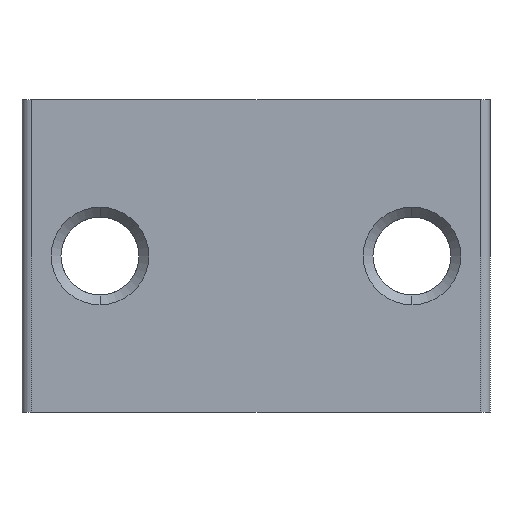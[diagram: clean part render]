
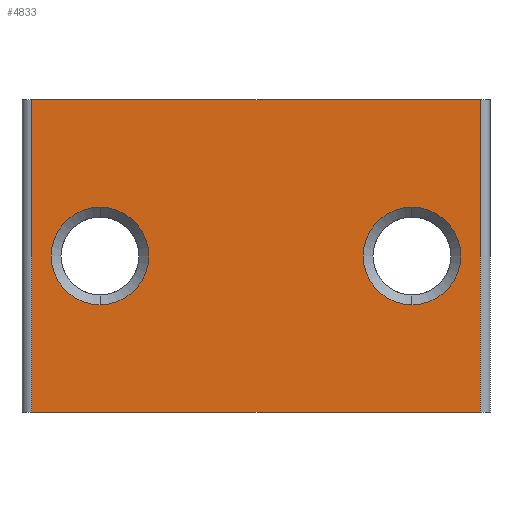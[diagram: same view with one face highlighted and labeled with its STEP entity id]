
A CAD part, front view. The second image highlights one B-rep face of the part: STEP entity #4833.
In plain terms, the highlighted planar face has unit normal (0, -1, 0).
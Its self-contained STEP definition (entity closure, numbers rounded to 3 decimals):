
#48 = FACE_BOUND ( 'NONE', #4177, .T. ) ;
#88 = VECTOR ( 'NONE', #3262, 1000. ) ;
#162 = ORIENTED_EDGE ( 'NONE', *, *, #2866, .T. ) ;
#197 = CARTESIAN_POINT ( 'NONE',  ( -11.5, 0., 0. ) ) ;
#293 = CARTESIAN_POINT ( 'NONE',  ( 8., 0., 8. ) ) ;
#577 = ORIENTED_EDGE ( 'NONE', *, *, #5418, .T. ) ;
#700 = DIRECTION ( 'NONE',  ( 0., 0., -1. ) ) ;
#706 = VERTEX_POINT ( 'NONE', #1211 ) ;
#744 = DIRECTION ( 'NONE',  ( 0., 0., 1. ) ) ;
#745 = EDGE_CURVE ( 'NONE', #1053, #2773, #3885, .T. ) ;
#938 = FACE_OUTER_BOUND ( 'NONE', #1897, .T. ) ;
#998 = VERTEX_POINT ( 'NONE', #1037 ) ;
#1037 = CARTESIAN_POINT ( 'NONE',  ( -8., 0., 10.5 ) ) ;
#1044 = AXIS2_PLACEMENT_3D ( 'NONE', #293, #3356, #744 ) ;
#1053 = VERTEX_POINT ( 'NONE', #1451 ) ;
#1163 = CARTESIAN_POINT ( 'NONE',  ( -12., 0., 16. ) ) ;
#1164 = CIRCLE ( 'NONE', #4866, 2.5 ) ;
#1211 = CARTESIAN_POINT ( 'NONE',  ( 8., 0., 10.5 ) ) ;
#1219 = CARTESIAN_POINT ( 'NONE',  ( -11.5, 0., 16. ) ) ;
#1291 = CARTESIAN_POINT ( 'NONE',  ( -12., 0., 16. ) ) ;
#1392 = EDGE_CURVE ( 'NONE', #998, #3115, #1164, .T. ) ;
#1451 = CARTESIAN_POINT ( 'NONE',  ( 11.5, 0., 0. ) ) ;
#1489 = VECTOR ( 'NONE', #1772, 1000. ) ;
#1595 = DIRECTION ( 'NONE',  ( 0., 0., 1. ) ) ;
#1608 = CARTESIAN_POINT ( 'NONE',  ( 8., 0., 8. ) ) ;
#1649 = CARTESIAN_POINT ( 'NONE',  ( 11.5, 0., 16. ) ) ;
#1676 = LINE ( 'NONE', #2821, #88 ) ;
#1724 = DIRECTION ( 'NONE',  ( 0., 1., 0. ) ) ;
#1772 = DIRECTION ( 'NONE',  ( 1., 0., 0. ) ) ;
#1897 = EDGE_LOOP ( 'NONE', ( #4698, #3075, #3788, #4203 ) ) ;
#1943 = EDGE_CURVE ( 'NONE', #3801, #2773, #2532, .T. ) ;
#2031 = CARTESIAN_POINT ( 'NONE',  ( -11.5, 0., 16. ) ) ;
#2069 = DIRECTION ( 'NONE',  ( 0., 0., 1. ) ) ;
#2480 = CIRCLE ( 'NONE', #1044, 2.5 ) ;
#2532 = LINE ( 'NONE', #1291, #1489 ) ;
#2620 = EDGE_CURVE ( 'NONE', #5537, #1053, #1676, .T. ) ;
#2734 = VECTOR ( 'NONE', #4312, 1000. ) ;
#2773 = VERTEX_POINT ( 'NONE', #1649 ) ;
#2821 = CARTESIAN_POINT ( 'NONE',  ( -12., 0., 0. ) ) ;
#2866 = EDGE_CURVE ( 'NONE', #3115, #998, #3365, .T. ) ;
#3049 = CARTESIAN_POINT ( 'NONE',  ( 8., 0., 5.5 ) ) ;
#3075 = ORIENTED_EDGE ( 'NONE', *, *, #745, .T. ) ;
#3115 = VERTEX_POINT ( 'NONE', #4775 ) ;
#3121 = VERTEX_POINT ( 'NONE', #3049 ) ;
#3163 = AXIS2_PLACEMENT_3D ( 'NONE', #4320, #1724, #4771 ) ;
#3262 = DIRECTION ( 'NONE',  ( 1., 0., 0. ) ) ;
#3337 = PLANE ( 'NONE',  #5251 ) ;
#3356 = DIRECTION ( 'NONE',  ( 0., 1., 0. ) ) ;
#3365 = CIRCLE ( 'NONE', #3163, 2.5 ) ;
#3669 = EDGE_CURVE ( 'NONE', #3801, #5537, #4927, .T. ) ;
#3703 = EDGE_CURVE ( 'NONE', #3121, #706, #2480, .T. ) ;
#3788 = ORIENTED_EDGE ( 'NONE', *, *, #1943, .F. ) ;
#3801 = VERTEX_POINT ( 'NONE', #1219 ) ;
#3885 = LINE ( 'NONE', #5561, #2734 ) ;
#4140 = AXIS2_PLACEMENT_3D ( 'NONE', #1608, #4670, #2069 ) ;
#4177 = EDGE_LOOP ( 'NONE', ( #4693, #577 ) ) ;
#4201 = DIRECTION ( 'NONE',  ( 0., 1., 0. ) ) ;
#4203 = ORIENTED_EDGE ( 'NONE', *, *, #3669, .T. ) ;
#4275 = CIRCLE ( 'NONE', #4140, 2.5 ) ;
#4312 = DIRECTION ( 'NONE',  ( 0., 0., 1. ) ) ;
#4320 = CARTESIAN_POINT ( 'NONE',  ( -8., 0., 8. ) ) ;
#4571 = FACE_BOUND ( 'NONE', #5011, .T. ) ;
#4670 = DIRECTION ( 'NONE',  ( 0., 1., 0. ) ) ;
#4693 = ORIENTED_EDGE ( 'NONE', *, *, #3703, .T. ) ;
#4698 = ORIENTED_EDGE ( 'NONE', *, *, #2620, .T. ) ;
#4771 = DIRECTION ( 'NONE',  ( 0., 0., 1. ) ) ;
#4775 = CARTESIAN_POINT ( 'NONE',  ( -8., 0., 5.5 ) ) ;
#4793 = VECTOR ( 'NONE', #700, 1000. ) ;
#4833 = ADVANCED_FACE ( 'NONE', ( #4571, #48, #938 ), #3337, .F. ) ;
#4844 = DIRECTION ( 'NONE',  ( 0., 0., 1. ) ) ;
#4866 = AXIS2_PLACEMENT_3D ( 'NONE', #5354, #5001, #4844 ) ;
#4927 = LINE ( 'NONE', #2031, #4793 ) ;
#5001 = DIRECTION ( 'NONE',  ( 0., 1., 0. ) ) ;
#5011 = EDGE_LOOP ( 'NONE', ( #162, #5301 ) ) ;
#5251 = AXIS2_PLACEMENT_3D ( 'NONE', #1163, #4201, #1595 ) ;
#5301 = ORIENTED_EDGE ( 'NONE', *, *, #1392, .T. ) ;
#5354 = CARTESIAN_POINT ( 'NONE',  ( -8., 0., 8. ) ) ;
#5418 = EDGE_CURVE ( 'NONE', #706, #3121, #4275, .T. ) ;
#5537 = VERTEX_POINT ( 'NONE', #197 ) ;
#5561 = CARTESIAN_POINT ( 'NONE',  ( 11.5, 0., 16. ) ) ;
